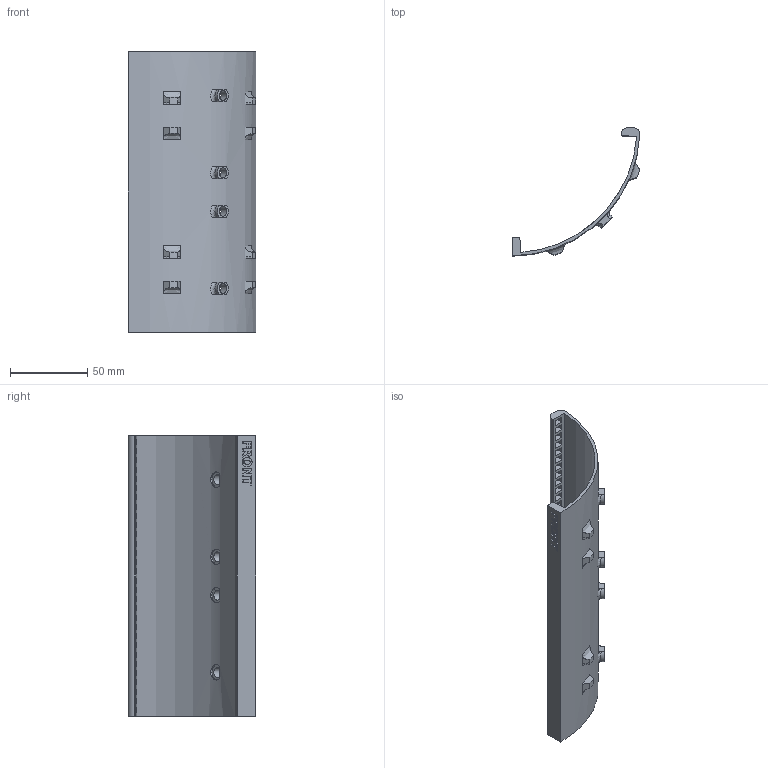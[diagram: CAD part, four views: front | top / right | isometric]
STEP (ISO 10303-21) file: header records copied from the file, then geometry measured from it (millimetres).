
FILE_DESCRIPTION(/* description */ (''),/* implementation_level */ '2;1');
FILE_NAME(/* name */ 'shim_tray_V5.stp',/* time_stamp */ '2025-04-15T18:12:04-03:00',/* author */ ('Carla Fernandez'),/* organization */ (''),/* preprocessor_version */ 'ST-DEVELOPER v20',/* originating_system */ 'Autodesk Inventor 2025',/* authorisation */ '');
FILE_SCHEMA (('AUTOMOTIVE_DESIGN { 1 0 10303 214 3 1 1 }'));
Length unit declared in the file: millimetre
Products named in the file (1): shim_tray_V5
Bounding box: 82.89 x 83 x 182 mm (x, y, z)
Volume: 61012.6 mm3; surface area: 60555.4 mm2
Topology: 1 solids, 1 shells, 633 faces, 1656 edges, 1106 vertices
Faces by surface type: plane 344, cylinder 254, bspline 35
Full cylindrical faces by diameter (mm): 6.5 x4
Entity records: 20629 total; most frequent: CARTESIAN_POINT 4748, ORIENTED_EDGE 3312, DIRECTION 3252, EDGE_CURVE 1656, AXIS2_PLACEMENT_3D 1115, VERTEX_POINT 1104, LINE 1022, VECTOR 1022
